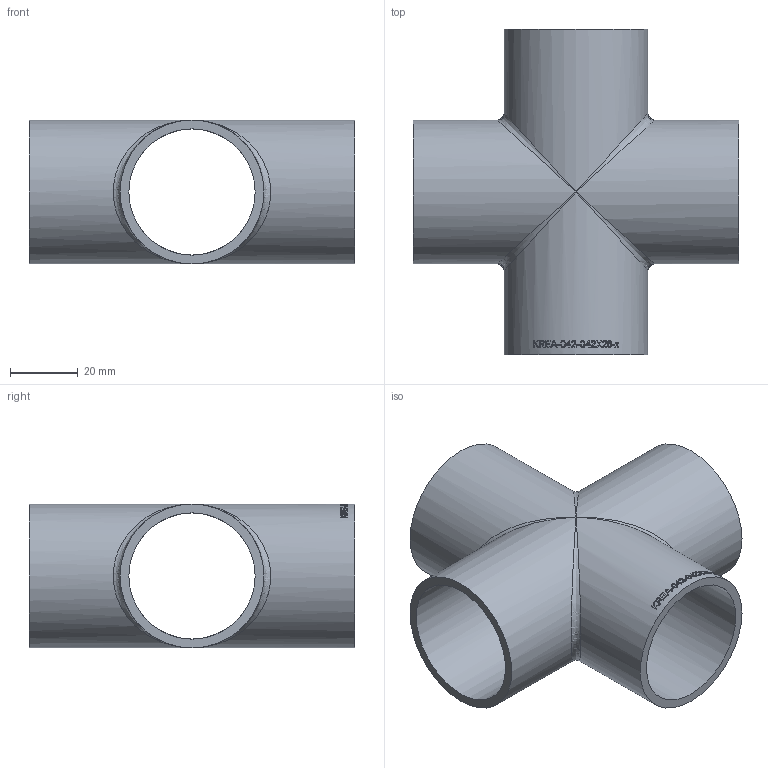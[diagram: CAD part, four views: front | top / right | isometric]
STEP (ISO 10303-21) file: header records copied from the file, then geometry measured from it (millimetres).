
FILE_DESCRIPTION (( 'STEP AP214' ), '1' );
FILE_NAME ('KREA-042-042X26-x Kreuz-Stück 2005.STEP', '2020-05-12T09:30:24', ( '' ), ( '' ), 'SwSTEP 2.0', 'SolidWorks 2019', '' );
FILE_SCHEMA (( 'AUTOMOTIVE_DESIGN' ));
Length unit declared in the file: millimetre
Products named in the file (1): KREA-042-042X26-x Kreuz-Stück 2005
Bounding box: 96 x 96 x 42.4 mm (x, y, z)
Volume: 45587.5 mm3; surface area: 36347.7 mm2
Topology: 1 solids, 1 shells, 246 faces, 657 edges, 418 vertices
Faces by surface type: bspline 124, plane 90, cylinder 32
Full cylindrical faces by diameter (mm): 37.2 x4, 42.4 x4
Entity records: 20162 total; most frequent: CARTESIAN_POINT 12784, ORIENTED_EDGE 1260, EDGE_CURVE 630, DIRECTION 600, VERTEX_POINT 416, B_SPLINE_CURVE_WITH_KNOTS 374, EDGE_LOOP 282, FACE_OUTER_BOUND 254
